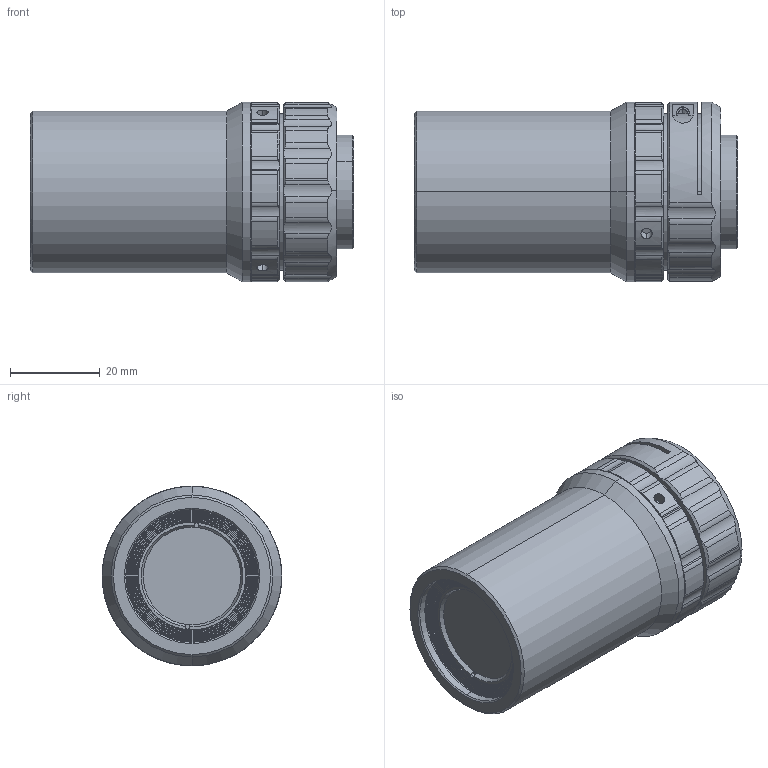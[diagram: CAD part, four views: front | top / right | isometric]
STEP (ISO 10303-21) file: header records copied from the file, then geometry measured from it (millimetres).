
FILE_DESCRIPTION (( 'STEP AP203' ), '1' );
FILE_NAME ('WWT118-055-113.STEP', '2022-11-25T01:29:48', ( '' ), ( '' ), 'SwSTEP 2.0', 'SolidWorks 2017', '' );
FILE_SCHEMA (( 'CONFIG_CONTROL_DESIGN' ));
Length unit declared in the file: millimetre
Products named in the file (1): WWT118-055-113
Bounding box: 72 x 40 x 40 mm (x, y, z)
Volume: 72812 mm3; surface area: 12021 mm2
Topology: 1 solids, 1 shells, 271 faces, 667 edges, 424 vertices
Faces by surface type: cylinder 155, plane 71, cone 45
Entity records: 8835 total; most frequent: CARTESIAN_POINT 2326, DIRECTION 1396, ORIENTED_EDGE 1330, EDGE_CURVE 665, AXIS2_PLACEMENT_3D 592, VERTEX_POINT 424, CIRCLE 320, EDGE_LOOP 301
